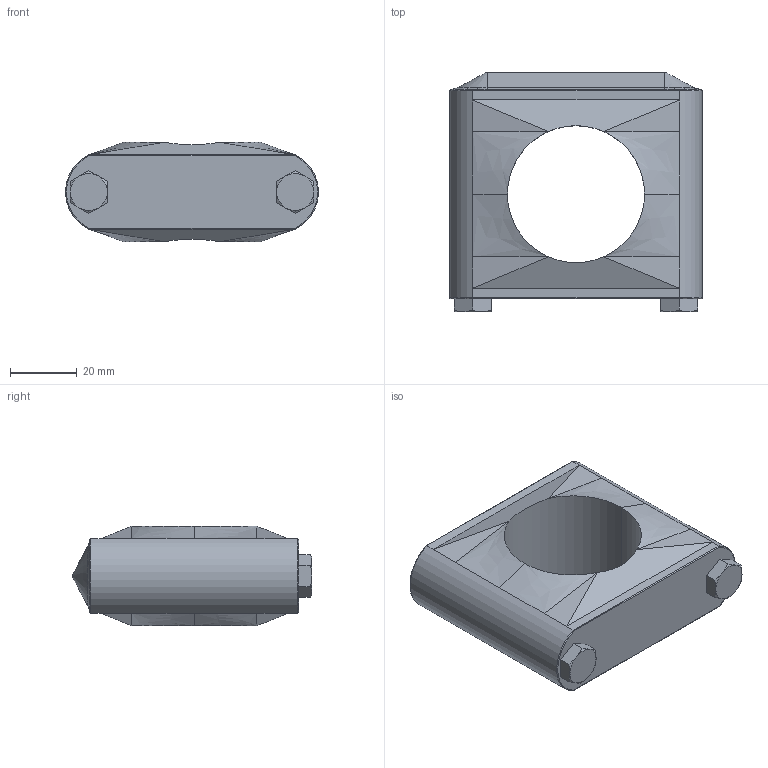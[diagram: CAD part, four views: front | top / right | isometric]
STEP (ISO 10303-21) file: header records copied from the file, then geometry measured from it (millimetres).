
FILE_DESCRIPTION (( 'STEP AP214' ), '1' );
FILE_NAME ('CSDBM1.25P304ZP.STEP', '2023-05-27T05:42:59', ( '' ), ( '' ), 'SwSTEP 2.0', 'SolidWorks 2018', '' );
FILE_SCHEMA (( 'AUTOMOTIVE_DESIGN' ));
Length unit declared in the file: inch
Products named in the file (1): CSDBM1.25P304ZP
Bounding box: 75.85 x 71.98 x 29.85 mm (x, y, z)
Volume: 82114.2 mm3; surface area: 16256.9 mm2
Topology: 1 solids, 1 shells, 88 faces, 216 edges, 130 vertices
Faces by surface type: plane 37, cone 16, bspline 14, cylinder 11, torus 8, sphere 2
Entity records: 3318 total; most frequent: CARTESIAN_POINT 1383, ORIENTED_EDGE 432, DIRECTION 338, EDGE_CURVE 216, VERTEX_POINT 130, AXIS2_PLACEMENT_3D 125, EDGE_LOOP 90, FACE_OUTER_BOUND 88
